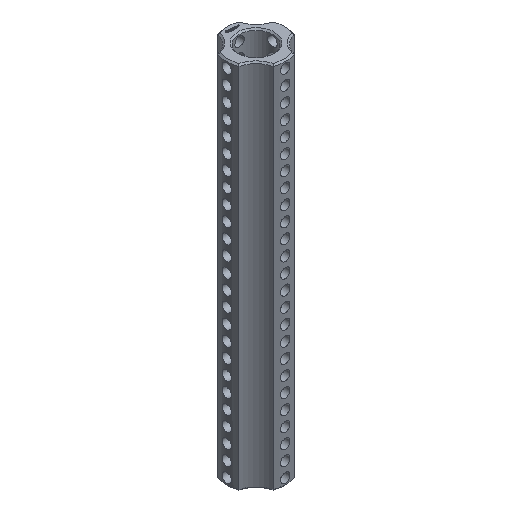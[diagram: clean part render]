
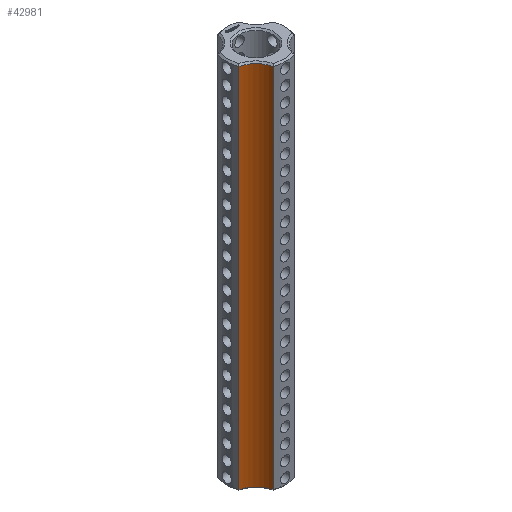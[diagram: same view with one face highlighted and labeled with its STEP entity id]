
A CAD part, isometric view. The second image highlights one B-rep face of the part: STEP entity #42981.
In plain terms, the highlighted cylindrical face has radius 5 mm (diameter 10 mm), a partial arc.
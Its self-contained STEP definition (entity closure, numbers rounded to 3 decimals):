
#5464 = CYLINDRICAL_SURFACE('',#5465,6.25);
#5465 = AXIS2_PLACEMENT_3D('',#5466,#5467,#5468);
#5466 = CARTESIAN_POINT('',(0.,0.,0.));
#5467 = DIRECTION('',(-0.,-0.,-1.));
#5468 = DIRECTION('',(1.,0.,0.));
#11705 = EDGE_CURVE('',#11706,#11708,#11710,.T.);
#11706 = VERTEX_POINT('',#11707);
#11707 = CARTESIAN_POINT('',(-2.225,-5.841,0.3));
#11708 = VERTEX_POINT('',#11709);
#11709 = CARTESIAN_POINT('',(-2.225,-5.841,77.825));
#11710 = SURFACE_CURVE('',#11711,(#11715,#11722),.PCURVE_S1.);
#11711 = LINE('',#11712,#11713);
#11712 = CARTESIAN_POINT('',(-2.225,-5.841,0.));
#11713 = VECTOR('',#11714,1.);
#11714 = DIRECTION('',(0.,0.,1.));
#11715 = PCURVE('',#5464,#11716);
#11716 = DEFINITIONAL_REPRESENTATION('',(#11717),#11721);
#11717 = LINE('',#11718,#11719);
#11718 = CARTESIAN_POINT('',(-4.348,0.));
#11719 = VECTOR('',#11720,1.);
#11720 = DIRECTION('',(-0.,-1.));
#11721 = ( GEOMETRIC_REPRESENTATION_CONTEXT(2) 
PARAMETRIC_REPRESENTATION_CONTEXT() REPRESENTATION_CONTEXT('2D SPACE',''
  ) );
#11722 = PCURVE('',#11723,#11728);
#11723 = CYLINDRICAL_SURFACE('',#11724,5.);
#11724 = AXIS2_PLACEMENT_3D('',#11725,#11726,#11727);
#11725 = CARTESIAN_POINT('',(-7.071,-7.071,0.));
#11726 = DIRECTION('',(-0.,-0.,-1.));
#11727 = DIRECTION('',(1.,0.,0.));
#11728 = DEFINITIONAL_REPRESENTATION('',(#11729),#11733);
#11729 = LINE('',#11730,#11731);
#11730 = CARTESIAN_POINT('',(-0.249,0.));
#11731 = VECTOR('',#11732,1.);
#11732 = DIRECTION('',(-0.,-1.));
#11733 = ( GEOMETRIC_REPRESENTATION_CONTEXT(2) 
PARAMETRIC_REPRESENTATION_CONTEXT() REPRESENTATION_CONTEXT('2D SPACE',''
  ) );
#15926 = CONICAL_SURFACE('',#15927,5.,0.785);
#15927 = AXIS2_PLACEMENT_3D('',#15928,#15929,#15930);
#15928 = CARTESIAN_POINT('',(-7.071,-7.071,0.3));
#15929 = DIRECTION('',(-0.,-0.,-1.));
#15930 = DIRECTION('',(0.969,0.246,0.));
#16158 = CONICAL_SURFACE('',#16159,5.,0.785);
#16159 = AXIS2_PLACEMENT_3D('',#16160,#16161,#16162);
#16160 = CARTESIAN_POINT('',(-7.071,-7.071,77.825));
#16161 = DIRECTION('',(0.,0.,1.));
#16162 = DIRECTION('',(0.969,0.246,0.));
#42981 = ADVANCED_FACE('',(#42982),#11723,.F.);
#42982 = FACE_BOUND('',#42983,.T.);
#42983 = EDGE_LOOP('',(#42984,#42985,#43009,#43037));
#42984 = ORIENTED_EDGE('',*,*,#11705,.T.);
#42985 = ORIENTED_EDGE('',*,*,#42986,.T.);
#42986 = EDGE_CURVE('',#11708,#42987,#42989,.T.);
#42987 = VERTEX_POINT('',#42988);
#42988 = CARTESIAN_POINT('',(-5.841,-2.225,77.825));
#42989 = SURFACE_CURVE('',#42990,(#42995,#43002),.PCURVE_S1.);
#42990 = CIRCLE('',#42991,5.);
#42991 = AXIS2_PLACEMENT_3D('',#42992,#42993,#42994);
#42992 = CARTESIAN_POINT('',(-7.071,-7.071,77.825));
#42993 = DIRECTION('',(0.,-0.,1.));
#42994 = DIRECTION('',(0.969,0.246,0.));
#42995 = PCURVE('',#11723,#42996);
#42996 = DEFINITIONAL_REPRESENTATION('',(#42997),#43001);
#42997 = LINE('',#42998,#42999);
#42998 = CARTESIAN_POINT('',(-0.249,-77.825));
#42999 = VECTOR('',#43000,1.);
#43000 = DIRECTION('',(-1.,0.));
#43001 = ( GEOMETRIC_REPRESENTATION_CONTEXT(2) 
PARAMETRIC_REPRESENTATION_CONTEXT() REPRESENTATION_CONTEXT('2D SPACE',''
  ) );
#43002 = PCURVE('',#16158,#43003);
#43003 = DEFINITIONAL_REPRESENTATION('',(#43004),#43008);
#43004 = LINE('',#43005,#43006);
#43005 = CARTESIAN_POINT('',(0.,0.));
#43006 = VECTOR('',#43007,1.);
#43007 = DIRECTION('',(1.,0.));
#43008 = ( GEOMETRIC_REPRESENTATION_CONTEXT(2) 
PARAMETRIC_REPRESENTATION_CONTEXT() REPRESENTATION_CONTEXT('2D SPACE',''
  ) );
#43009 = ORIENTED_EDGE('',*,*,#43010,.F.);
#43010 = EDGE_CURVE('',#43011,#42987,#43013,.T.);
#43011 = VERTEX_POINT('',#43012);
#43012 = CARTESIAN_POINT('',(-5.841,-2.225,0.3));
#43013 = SURFACE_CURVE('',#43014,(#43018,#43025),.PCURVE_S1.);
#43014 = LINE('',#43015,#43016);
#43015 = CARTESIAN_POINT('',(-5.841,-2.225,0.));
#43016 = VECTOR('',#43017,1.);
#43017 = DIRECTION('',(0.,0.,1.));
#43018 = PCURVE('',#11723,#43019);
#43019 = DEFINITIONAL_REPRESENTATION('',(#43020),#43024);
#43020 = LINE('',#43021,#43022);
#43021 = CARTESIAN_POINT('',(-1.322,0.));
#43022 = VECTOR('',#43023,1.);
#43023 = DIRECTION('',(-0.,-1.));
#43024 = ( GEOMETRIC_REPRESENTATION_CONTEXT(2) 
PARAMETRIC_REPRESENTATION_CONTEXT() REPRESENTATION_CONTEXT('2D SPACE',''
  ) );
#43025 = PCURVE('',#43026,#43031);
#43026 = CYLINDRICAL_SURFACE('',#43027,6.25);
#43027 = AXIS2_PLACEMENT_3D('',#43028,#43029,#43030);
#43028 = CARTESIAN_POINT('',(0.,0.,0.));
#43029 = DIRECTION('',(-0.,-0.,-1.));
#43030 = DIRECTION('',(1.,0.,0.));
#43031 = DEFINITIONAL_REPRESENTATION('',(#43032),#43036);
#43032 = LINE('',#43033,#43034);
#43033 = CARTESIAN_POINT('',(-3.506,0.));
#43034 = VECTOR('',#43035,1.);
#43035 = DIRECTION('',(-0.,-1.));
#43036 = ( GEOMETRIC_REPRESENTATION_CONTEXT(2) 
PARAMETRIC_REPRESENTATION_CONTEXT() REPRESENTATION_CONTEXT('2D SPACE',''
  ) );
#43037 = ORIENTED_EDGE('',*,*,#43038,.F.);
#43038 = EDGE_CURVE('',#11706,#43011,#43039,.T.);
#43039 = SURFACE_CURVE('',#43040,(#43045,#43052),.PCURVE_S1.);
#43040 = CIRCLE('',#43041,5.);
#43041 = AXIS2_PLACEMENT_3D('',#43042,#43043,#43044);
#43042 = CARTESIAN_POINT('',(-7.071,-7.071,0.3));
#43043 = DIRECTION('',(0.,-0.,1.));
#43044 = DIRECTION('',(0.969,0.246,0.));
#43045 = PCURVE('',#11723,#43046);
#43046 = DEFINITIONAL_REPRESENTATION('',(#43047),#43051);
#43047 = LINE('',#43048,#43049);
#43048 = CARTESIAN_POINT('',(-0.249,-0.3));
#43049 = VECTOR('',#43050,1.);
#43050 = DIRECTION('',(-1.,0.));
#43051 = ( GEOMETRIC_REPRESENTATION_CONTEXT(2) 
PARAMETRIC_REPRESENTATION_CONTEXT() REPRESENTATION_CONTEXT('2D SPACE',''
  ) );
#43052 = PCURVE('',#15926,#43053);
#43053 = DEFINITIONAL_REPRESENTATION('',(#43054),#43058);
#43054 = LINE('',#43055,#43056);
#43055 = CARTESIAN_POINT('',(-0.,0.));
#43056 = VECTOR('',#43057,1.);
#43057 = DIRECTION('',(-1.,0.));
#43058 = ( GEOMETRIC_REPRESENTATION_CONTEXT(2) 
PARAMETRIC_REPRESENTATION_CONTEXT() REPRESENTATION_CONTEXT('2D SPACE',''
  ) );
